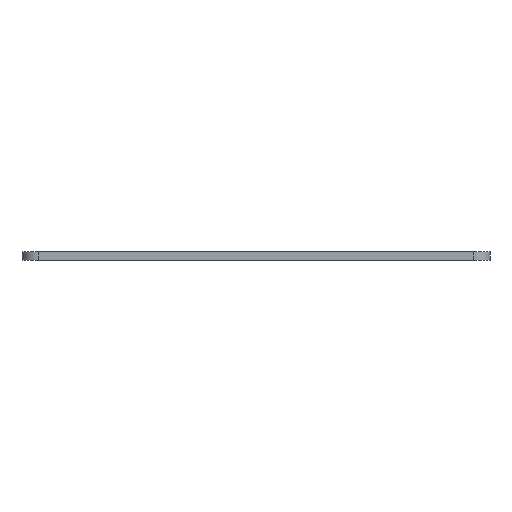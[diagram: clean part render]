
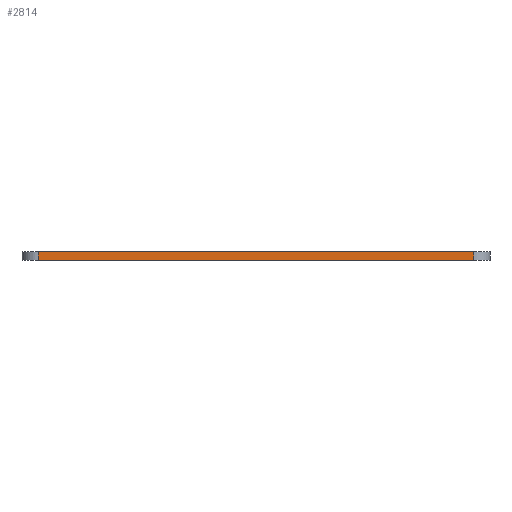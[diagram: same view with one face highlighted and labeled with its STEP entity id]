
A CAD part, front view. The second image highlights one B-rep face of the part: STEP entity #2814.
In plain terms, the highlighted planar face has unit normal (0, -1, 0).
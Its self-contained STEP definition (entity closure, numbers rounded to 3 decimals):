
#120=PLANE('',#3099);
#256=FACE_OUTER_BOUND('',#394,.T.);
#394=EDGE_LOOP('',(#2317,#2318,#2319,#2320));
#696=LINE('',#4717,#968);
#697=LINE('',#4720,#969);
#698=LINE('',#4722,#970);
#699=LINE('',#4723,#971);
#968=VECTOR('',#3894,10.);
#969=VECTOR('',#3897,10.);
#970=VECTOR('',#3898,10.);
#971=VECTOR('',#3899,10.);
#1379=VERTEX_POINT('',#4713);
#1380=VERTEX_POINT('',#4715);
#1381=VERTEX_POINT('',#4719);
#1382=VERTEX_POINT('',#4721);
#1780=EDGE_CURVE('',#1379,#1380,#696,.T.);
#1781=EDGE_CURVE('',#1379,#1381,#697,.T.);
#1782=EDGE_CURVE('',#1382,#1380,#698,.T.);
#1783=EDGE_CURVE('',#1381,#1382,#699,.T.);
#2317=ORIENTED_EDGE('',*,*,#1781,.F.);
#2318=ORIENTED_EDGE('',*,*,#1780,.T.);
#2319=ORIENTED_EDGE('',*,*,#1782,.F.);
#2320=ORIENTED_EDGE('',*,*,#1783,.F.);
#2814=ADVANCED_FACE('',(#256),#120,.T.);
#3099=AXIS2_PLACEMENT_3D('',#4718,#3895,#3896);
#3894=DIRECTION('',(0.,0.,1.));
#3895=DIRECTION('center_axis',(0.,-1.,0.));
#3896=DIRECTION('ref_axis',(1.,0.,0.));
#3897=DIRECTION('',(-1.,0.,0.));
#3898=DIRECTION('',(1.,0.,0.));
#3899=DIRECTION('',(0.,0.,1.));
#4713=CARTESIAN_POINT('',(84.181,-88.707,0.));
#4715=CARTESIAN_POINT('',(84.181,-88.707,2.));
#4717=CARTESIAN_POINT('',(84.181,-88.707,0.));
#4718=CARTESIAN_POINT('Origin',(-24.45,-88.707,0.));
#4719=CARTESIAN_POINT('',(-24.45,-88.707,0.));
#4720=CARTESIAN_POINT('',(-19.45,-88.707,0.));
#4721=CARTESIAN_POINT('',(-24.45,-88.707,2.));
#4722=CARTESIAN_POINT('',(-19.45,-88.707,2.));
#4723=CARTESIAN_POINT('',(-24.45,-88.707,0.));
